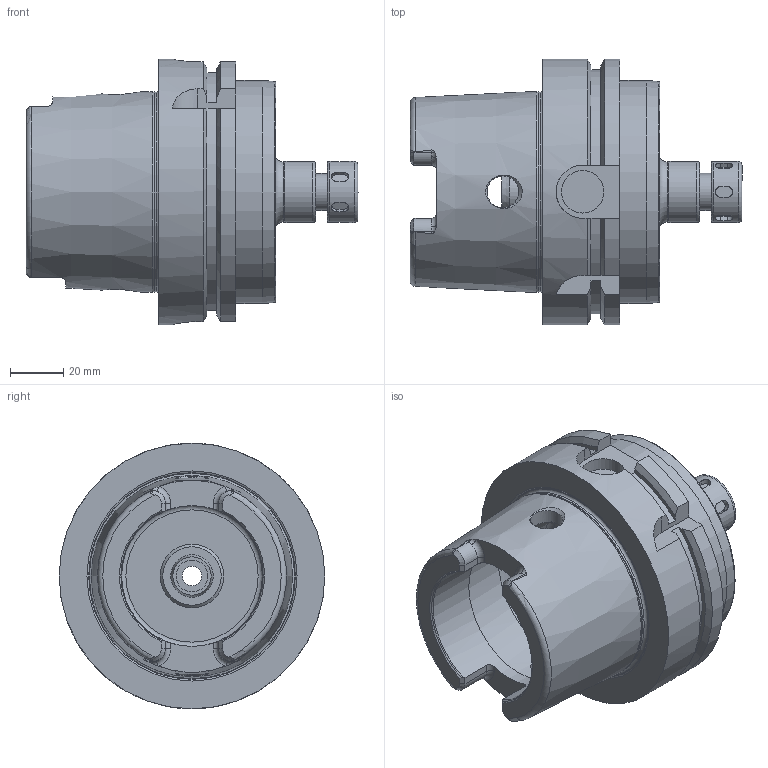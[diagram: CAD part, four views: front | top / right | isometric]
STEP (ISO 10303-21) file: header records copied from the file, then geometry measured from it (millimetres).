
FILE_DESCRIPTION((''),'2;1');
FILE_NAME('538077007075-3D.stp','2020-01-10T11:11:32',('nttooll'),(''),'Autodesk Inventor 2012','Autodesk Inventor 2012','');
FILE_SCHEMA(('AUTOMOTIVE_DESIGN { 1 0 10303 214 1 1 1 1 }'));
Length unit declared in the file: millimetre
Products named in the file (1): 538077007075-3D
Bounding box: 125 x 100 x 100 mm (x, y, z)
Volume: 350596.8 mm3; surface area: 60133.9 mm2
Topology: 1 solids, 1 shells, 186 faces, 437 edges, 277 vertices
Faces by surface type: plane 77, cylinder 59, cone 31, torus 19
Full cylindrical faces by diameter (mm): 7.3 x1, 8 x1, 8.5 x1, 8.79 x1, 9.7 x1, 12 x3, 12.1 x1, 14 x2, 15.3 x1, 16 x2, 17 x1, 22.6 x1, 23 x2, 24 x1, 53 x1, 53.8 x1, 63 x1, 75.3 x1, 84 x1, 100 x1
Entity records: 5531 total; most frequent: CARTESIAN_POINT 1496, DIRECTION 847, ORIENTED_EDGE 752, EDGE_CURVE 376, AXIS2_PLACEMENT_3D 350, VERTEX_POINT 267, EDGE_LOOP 267, FACE_OUTER_BOUND 186
